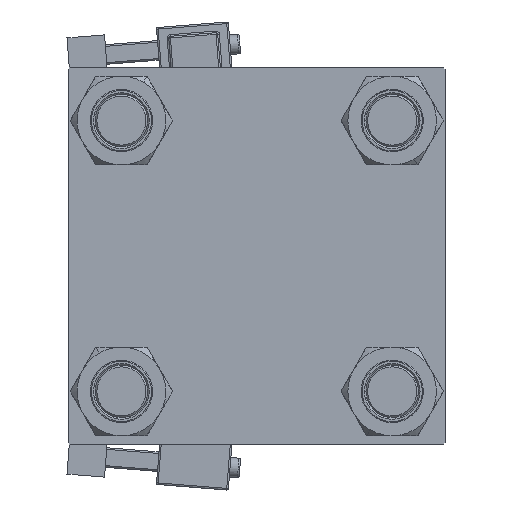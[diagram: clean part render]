
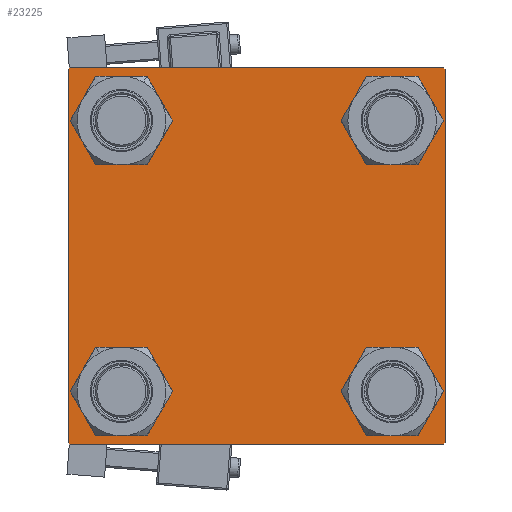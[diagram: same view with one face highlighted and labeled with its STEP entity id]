
A CAD part, left-side view. The second image highlights one B-rep face of the part: STEP entity #23225.
In plain terms, the highlighted planar face has unit normal (-1, 0, 0).
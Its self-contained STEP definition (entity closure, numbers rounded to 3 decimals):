
#84 = VECTOR ( 'NONE', #732, 1000. ) ;
#118 = ORIENTED_EDGE ( 'NONE', *, *, #34916, .T. ) ;
#239 = EDGE_CURVE ( 'NONE', #32666, #15396, #32127, .T. ) ;
#732 = DIRECTION ( 'NONE',  ( 0., -0.707, 0.707 ) ) ;
#1350 = DIRECTION ( 'NONE',  ( 0., 0., 1. ) ) ;
#2033 = EDGE_CURVE ( 'NONE', #29694, #15396, #8857, .T. ) ;
#2132 = CARTESIAN_POINT ( 'NONE',  ( 0., 57.5, 57. ) ) ;
#4456 = DIRECTION ( 'NONE',  ( 1., 0., 0. ) ) ;
#4610 = EDGE_CURVE ( 'NONE', #45670, #49105, #43022, .T. ) ;
#4752 = CARTESIAN_POINT ( 'NONE',  ( 0., -57.25, -57.25 ) ) ;
#6322 = VECTOR ( 'NONE', #52033, 1000. ) ;
#6363 = CARTESIAN_POINT ( 'NONE',  ( 0., 57.5, -57.5 ) ) ;
#6480 = CARTESIAN_POINT ( 'NONE',  ( 0., 57.5, 57.5 ) ) ;
#6526 = FACE_BOUND ( 'NONE', #10653, .T. ) ;
#6593 = AXIS2_PLACEMENT_3D ( 'NONE', #14469, #38536, #35603 ) ;
#7272 = EDGE_LOOP ( 'NONE', ( #21809, #38867 ) ) ;
#7697 = CARTESIAN_POINT ( 'NONE',  ( 0., -57.5, 57.5 ) ) ;
#8279 = AXIS2_PLACEMENT_3D ( 'NONE', #37566, #4456, #8726 ) ;
#8528 = VECTOR ( 'NONE', #26512, 1000. ) ;
#8610 = CARTESIAN_POINT ( 'NONE',  ( 0., -57.25, 57.25 ) ) ;
#8726 = DIRECTION ( 'NONE',  ( 0., 0., 1. ) ) ;
#8857 = LINE ( 'NONE', #41451, #31023 ) ;
#9206 = CIRCLE ( 'NONE', #39074, 8.5 ) ;
#9368 = CARTESIAN_POINT ( 'NONE',  ( 0., 57.25, -57.25 ) ) ;
#9387 = AXIS2_PLACEMENT_3D ( 'NONE', #11416, #27707, #44019 ) ;
#9483 = CARTESIAN_POINT ( 'NONE',  ( 0., -57.5, -57. ) ) ;
#9721 = FACE_OUTER_BOUND ( 'NONE', #14780, .T. ) ;
#9993 = ORIENTED_EDGE ( 'NONE', *, *, #48083, .T. ) ;
#10224 = CARTESIAN_POINT ( 'NONE',  ( 0., -57., -57.5 ) ) ;
#10230 = CARTESIAN_POINT ( 'NONE',  ( 0., 57.25, 57.25 ) ) ;
#10250 = CARTESIAN_POINT ( 'NONE',  ( 0., 0., 0. ) ) ;
#10377 = CIRCLE ( 'NONE', #16369, 8.5 ) ;
#10459 = LINE ( 'NONE', #6480, #6322 ) ;
#10505 = PLANE ( 'NONE',  #44119 ) ;
#10653 = EDGE_LOOP ( 'NONE', ( #36570, #16706 ) ) ;
#10905 = DIRECTION ( 'NONE',  ( 1., 0., 0. ) ) ;
#11214 = CARTESIAN_POINT ( 'NONE',  ( 0., 41.35, -49.85 ) ) ;
#11399 = CARTESIAN_POINT ( 'NONE',  ( 0., -41.35, 49.85 ) ) ;
#11416 = CARTESIAN_POINT ( 'NONE',  ( 0., -41.35, 41.35 ) ) ;
#11689 = CARTESIAN_POINT ( 'NONE',  ( 0., 41.35, 32.85 ) ) ;
#11843 = CARTESIAN_POINT ( 'NONE',  ( 0., 41.35, 41.35 ) ) ;
#12102 = CARTESIAN_POINT ( 'NONE',  ( 0., -57., 57.5 ) ) ;
#12245 = VERTEX_POINT ( 'NONE', #11214 ) ;
#13535 = LINE ( 'NONE', #4752, #84 ) ;
#13877 = VECTOR ( 'NONE', #42152, 1000. ) ;
#14469 = CARTESIAN_POINT ( 'NONE',  ( 0., -41.35, -41.35 ) ) ;
#14780 = EDGE_LOOP ( 'NONE', ( #29161, #27339, #118, #32688, #31374, #25549, #20699, #49171 ) ) ;
#15396 = VERTEX_POINT ( 'NONE', #12102 ) ;
#16369 = AXIS2_PLACEMENT_3D ( 'NONE', #40297, #36031, #52852 ) ;
#16706 = ORIENTED_EDGE ( 'NONE', *, *, #30266, .T. ) ;
#16997 = DIRECTION ( 'NONE',  ( 0., 0., -1. ) ) ;
#17732 = FACE_BOUND ( 'NONE', #27743, .T. ) ;
#18389 = CARTESIAN_POINT ( 'NONE',  ( 0., -41.35, -49.85 ) ) ;
#18785 = FACE_BOUND ( 'NONE', #7272, .T. ) ;
#18896 = CARTESIAN_POINT ( 'NONE',  ( 0., 41.35, 41.35 ) ) ;
#20103 = DIRECTION ( 'NONE',  ( 0., 0.707, 0.707 ) ) ;
#20380 = CARTESIAN_POINT ( 'NONE',  ( 0., 57.5, -57. ) ) ;
#20581 = EDGE_CURVE ( 'NONE', #48709, #12245, #41546, .T. ) ;
#20699 = ORIENTED_EDGE ( 'NONE', *, *, #2033, .F. ) ;
#21309 = CIRCLE ( 'NONE', #9387, 8.5 ) ;
#21809 = ORIENTED_EDGE ( 'NONE', *, *, #36151, .T. ) ;
#21872 = EDGE_CURVE ( 'NONE', #27366, #52507, #9206, .T. ) ;
#22337 = AXIS2_PLACEMENT_3D ( 'NONE', #27288, #34051, #23278 ) ;
#23007 = VERTEX_POINT ( 'NONE', #24039 ) ;
#23038 = LINE ( 'NONE', #10230, #8528 ) ;
#23225 = ADVANCED_FACE ( 'NONE', ( #6526, #18785, #42839, #17732, #9721 ), #10505, .T. ) ;
#23278 = DIRECTION ( 'NONE',  ( 0., 0., 1. ) ) ;
#24039 = CARTESIAN_POINT ( 'NONE',  ( 0., -41.35, 32.85 ) ) ;
#24123 = EDGE_CURVE ( 'NONE', #33135, #35031, #47536, .T. ) ;
#24169 = DIRECTION ( 'NONE',  ( 0., 0., 1. ) ) ;
#24304 = CIRCLE ( 'NONE', #42215, 8.5 ) ;
#25549 = ORIENTED_EDGE ( 'NONE', *, *, #239, .T. ) ;
#25656 = AXIS2_PLACEMENT_3D ( 'NONE', #31196, #10905, #24169 ) ;
#26270 = DIRECTION ( 'NONE',  ( -1., 0., 0. ) ) ;
#26512 = DIRECTION ( 'NONE',  ( 0., 0.707, -0.707 ) ) ;
#27288 = CARTESIAN_POINT ( 'NONE',  ( 0., 41.35, -41.35 ) ) ;
#27339 = ORIENTED_EDGE ( 'NONE', *, *, #4610, .T. ) ;
#27366 = VERTEX_POINT ( 'NONE', #40060 ) ;
#27707 = DIRECTION ( 'NONE',  ( 1., 0., 0. ) ) ;
#27743 = EDGE_LOOP ( 'NONE', ( #41940, #9993 ) ) ;
#28826 = VERTEX_POINT ( 'NONE', #10224 ) ;
#29161 = ORIENTED_EDGE ( 'NONE', *, *, #43311, .T. ) ;
#29694 = VERTEX_POINT ( 'NONE', #42870 ) ;
#29886 = VERTEX_POINT ( 'NONE', #2132 ) ;
#30266 = EDGE_CURVE ( 'NONE', #23007, #38921, #21309, .T. ) ;
#30701 = EDGE_CURVE ( 'NONE', #29694, #29886, #23038, .T. ) ;
#30718 = DIRECTION ( 'NONE',  ( 0., -0.707, -0.707 ) ) ;
#31023 = VECTOR ( 'NONE', #42233, 1000. ) ;
#31196 = CARTESIAN_POINT ( 'NONE',  ( 0., -41.35, -41.35 ) ) ;
#31342 = DIRECTION ( 'NONE',  ( 0., 0., 1. ) ) ;
#31374 = ORIENTED_EDGE ( 'NONE', *, *, #46659, .F. ) ;
#31953 = VECTOR ( 'NONE', #30718, 1000. ) ;
#32114 = EDGE_CURVE ( 'NONE', #28826, #41162, #13535, .T. ) ;
#32127 = LINE ( 'NONE', #8610, #33505 ) ;
#32666 = VERTEX_POINT ( 'NONE', #37990 ) ;
#32688 = ORIENTED_EDGE ( 'NONE', *, *, #32114, .T. ) ;
#33135 = VERTEX_POINT ( 'NONE', #18389 ) ;
#33505 = VECTOR ( 'NONE', #20103, 1000. ) ;
#34051 = DIRECTION ( 'NONE',  ( 1., 0., 0. ) ) ;
#34916 = EDGE_CURVE ( 'NONE', #49105, #28826, #38155, .T. ) ;
#35031 = VERTEX_POINT ( 'NONE', #52828 ) ;
#35603 = DIRECTION ( 'NONE',  ( 0., 0., 1. ) ) ;
#35994 = CARTESIAN_POINT ( 'NONE',  ( 0., 57., -57.5 ) ) ;
#36031 = DIRECTION ( 'NONE',  ( 1., 0., 0. ) ) ;
#36151 = EDGE_CURVE ( 'NONE', #35031, #33135, #43616, .T. ) ;
#36570 = ORIENTED_EDGE ( 'NONE', *, *, #37201, .T. ) ;
#37201 = EDGE_CURVE ( 'NONE', #38921, #23007, #10377, .T. ) ;
#37566 = CARTESIAN_POINT ( 'NONE',  ( 0., 41.35, -41.35 ) ) ;
#37990 = CARTESIAN_POINT ( 'NONE',  ( 0., -57.5, 57. ) ) ;
#38155 = LINE ( 'NONE', #6363, #13877 ) ;
#38536 = DIRECTION ( 'NONE',  ( 1., 0., 0. ) ) ;
#38867 = ORIENTED_EDGE ( 'NONE', *, *, #24123, .T. ) ;
#38875 = VECTOR ( 'NONE', #16997, 1000. ) ;
#38921 = VERTEX_POINT ( 'NONE', #11399 ) ;
#39074 = AXIS2_PLACEMENT_3D ( 'NONE', #18896, #45719, #1350 ) ;
#39155 = EDGE_CURVE ( 'NONE', #12245, #48709, #45400, .T. ) ;
#40060 = CARTESIAN_POINT ( 'NONE',  ( 0., 41.35, 49.85 ) ) ;
#40297 = CARTESIAN_POINT ( 'NONE',  ( 0., -41.35, 41.35 ) ) ;
#41162 = VERTEX_POINT ( 'NONE', #9483 ) ;
#41451 = CARTESIAN_POINT ( 'NONE',  ( 0., 57.5, 57.5 ) ) ;
#41546 = CIRCLE ( 'NONE', #8279, 8.5 ) ;
#41940 = ORIENTED_EDGE ( 'NONE', *, *, #21872, .T. ) ;
#42022 = EDGE_LOOP ( 'NONE', ( #52307, #43701 ) ) ;
#42152 = DIRECTION ( 'NONE',  ( 0., -1., 0. ) ) ;
#42215 = AXIS2_PLACEMENT_3D ( 'NONE', #11843, #48452, #31342 ) ;
#42233 = DIRECTION ( 'NONE',  ( 0., -1., 0. ) ) ;
#42839 = FACE_BOUND ( 'NONE', #42022, .T. ) ;
#42870 = CARTESIAN_POINT ( 'NONE',  ( 0., 57., 57.5 ) ) ;
#43022 = LINE ( 'NONE', #9368, #31953 ) ;
#43311 = EDGE_CURVE ( 'NONE', #29886, #45670, #10459, .T. ) ;
#43616 = CIRCLE ( 'NONE', #25656, 8.5 ) ;
#43701 = ORIENTED_EDGE ( 'NONE', *, *, #39155, .T. ) ;
#44019 = DIRECTION ( 'NONE',  ( 0., 0., 1. ) ) ;
#44119 = AXIS2_PLACEMENT_3D ( 'NONE', #10250, #26270, #46585 ) ;
#44288 = LINE ( 'NONE', #7697, #38875 ) ;
#45400 = CIRCLE ( 'NONE', #22337, 8.5 ) ;
#45670 = VERTEX_POINT ( 'NONE', #20380 ) ;
#45719 = DIRECTION ( 'NONE',  ( 1., 0., 0. ) ) ;
#46585 = DIRECTION ( 'NONE',  ( 0., 0., 1. ) ) ;
#46659 = EDGE_CURVE ( 'NONE', #32666, #41162, #44288, .T. ) ;
#47536 = CIRCLE ( 'NONE', #6593, 8.5 ) ;
#48083 = EDGE_CURVE ( 'NONE', #52507, #27366, #24304, .T. ) ;
#48452 = DIRECTION ( 'NONE',  ( 1., 0., 0. ) ) ;
#48709 = VERTEX_POINT ( 'NONE', #50456 ) ;
#49105 = VERTEX_POINT ( 'NONE', #35994 ) ;
#49171 = ORIENTED_EDGE ( 'NONE', *, *, #30701, .T. ) ;
#50456 = CARTESIAN_POINT ( 'NONE',  ( 0., 41.35, -32.85 ) ) ;
#52033 = DIRECTION ( 'NONE',  ( 0., 0., -1. ) ) ;
#52307 = ORIENTED_EDGE ( 'NONE', *, *, #20581, .T. ) ;
#52507 = VERTEX_POINT ( 'NONE', #11689 ) ;
#52828 = CARTESIAN_POINT ( 'NONE',  ( 0., -41.35, -32.85 ) ) ;
#52852 = DIRECTION ( 'NONE',  ( 0., 0., 1. ) ) ;
